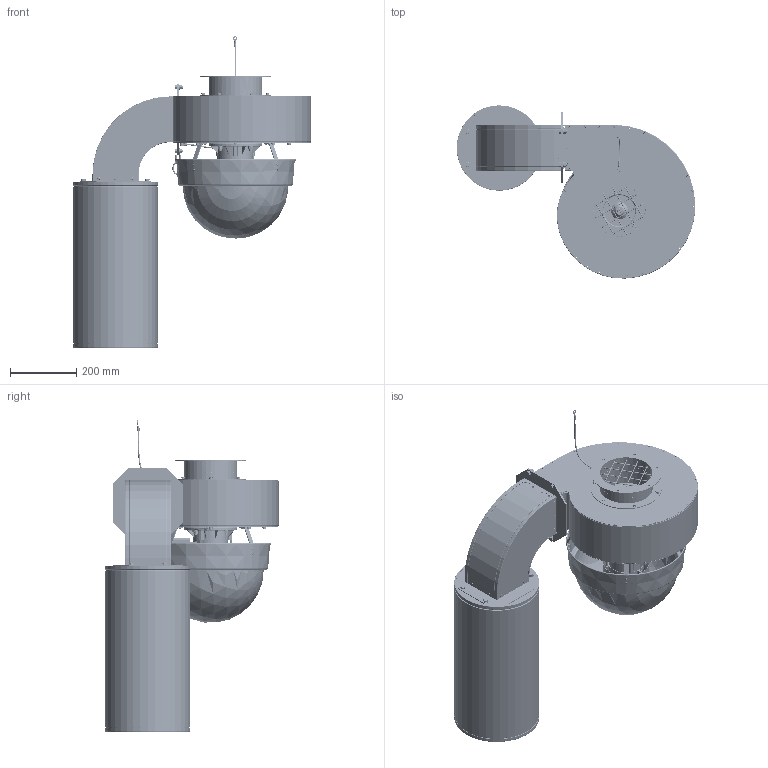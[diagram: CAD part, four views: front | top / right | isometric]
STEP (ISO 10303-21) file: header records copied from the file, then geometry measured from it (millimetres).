
FILE_DESCRIPTION(/* description */ ('888W09 WPA-5-D-N/Ex','CAx-IF Rec.Pracs.---Representation and Presentation of Product Manufacturing Information (PMI)---4.0---2014-10-13'),/* implementation_level */ '2;1');
FILE_NAME(/* name */ '888W09 WPA-5-D-N_Ex @ Wylot pionowo.stp',/* time_stamp */ '2022-05-09T11:44:04+02:00',/* author */ ('b.kitowicz'),/* organization */ ('KLIMAWENT S.A.'),/* preprocessor_version */ 'ST-DEVELOPER v18.1',/* originating_system */ 'Autodesk Inventor 2021',/* authorisation */ '');
FILE_SCHEMA (('AP242_MANAGED_MODEL_BASED_3D_ENGINEERING_MIM_LF { 1 0 10303 442 1 1 4 }'));
Length unit declared in the file: millimetre
Products named in the file (1): ~~
Bounding box: 721.35 x 524.16 x 941.17 mm (x, y, z)
Volume: 19775926.2 mm3; surface area: 3194456.6 mm2
Topology: 23 solids, 23 shells, 7212 faces, 17834 edges, 11502 vertices
Faces by surface type: plane 3661, cylinder 1557, bspline 1199, cone 423, torus 345, sphere 27
Full cylindrical faces by diameter (mm): 2 x69, 2.3 x1, 2.4 x8, 3 x24, 3.2 x78, 3.3 x15, 3.4 x7, 3.5 x82, 4 x34, 4.3 x28, 4.5 x6, 4.8 x3, 4.917 x1, 5.5 x6, 6 x38, 6.1 x1, 6.4 x2, 6.5 x95, 7 x16, 7.92 x8, 8 x44, 8.4 x1, 8.5 x1, 8.88 x14, 8.92 x6, 9 x4, 10 x4, 11.63 x12, 12.5 x1, 14 x1
Entity records: 237896 total; most frequent: CARTESIAN_POINT 64973, ORIENTED_EDGE 35640, DIRECTION 32089, EDGE_CURVE 17820, VERTEX_POINT 11530, AXIS2_PLACEMENT_3D 11305, LINE 9479, VECTOR 9479
